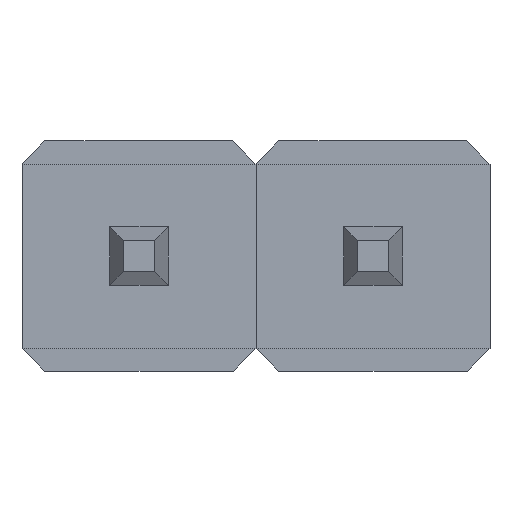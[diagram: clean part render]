
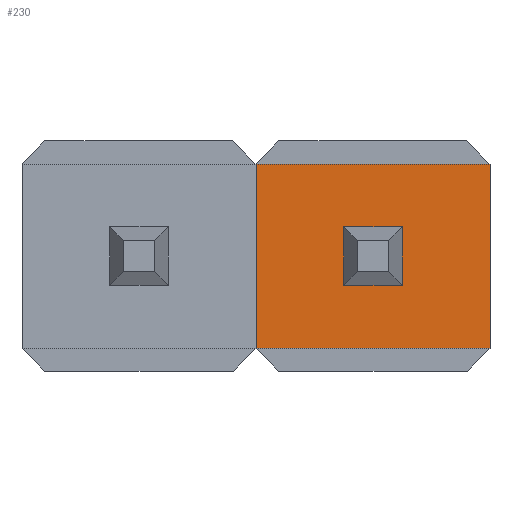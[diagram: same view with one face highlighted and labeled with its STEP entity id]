
A CAD part, front view. The second image highlights one B-rep face of the part: STEP entity #230.
In plain terms, the highlighted planar face has unit normal (0, -1, 0).
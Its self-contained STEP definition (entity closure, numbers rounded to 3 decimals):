
#139 = EDGE_CURVE ( 'NONE', #398, #391, #1121, .T. ) ;
#147 = EDGE_CURVE ( 'NONE', #391, #381, #1087, .T. ) ;
#172 = EDGE_CURVE ( 'NONE', #398, #404, #1149, .T. ) ;
#176 = AXIS2_PLACEMENT_3D ( 'NONE', #601, #565, #579 ) ;
#202 = EDGE_CURVE ( 'NONE', #404, #381, #1153, .T. ) ;
#230 = ADVANCED_FACE ( 'NONE', ( #1196 ), #576, .F. ) ;
#258 = ORIENTED_EDGE ( 'NONE', *, *, #202, .F. ) ;
#262 = ORIENTED_EDGE ( 'NONE', *, *, #172, .F. ) ;
#282 = ORIENTED_EDGE ( 'NONE', *, *, #147, .T. ) ;
#283 = ORIENTED_EDGE ( 'NONE', *, *, #139, .T. ) ;
#381 = VERTEX_POINT ( 'NONE', #633 ) ;
#391 = VERTEX_POINT ( 'NONE', #639 ) ;
#398 = VERTEX_POINT ( 'NONE', #652 ) ;
#404 = VERTEX_POINT ( 'NONE', #668 ) ;
#432 = CARTESIAN_POINT ( 'NONE',  ( -0.247, 0.32, -2.253 ) ) ;
#456 = DIRECTION ( 'NONE',  ( 1., 0., 0. ) ) ;
#466 = DIRECTION ( 'NONE',  ( 0., 0., 1. ) ) ;
#477 = CARTESIAN_POINT ( 'NONE',  ( 2.293, 0.32, -0.253 ) ) ;
#488 = CARTESIAN_POINT ( 'NONE',  ( -0.247, 0.32, -0.253 ) ) ;
#497 = DIRECTION ( 'NONE',  ( 0., 0., 1. ) ) ;
#511 = CARTESIAN_POINT ( 'NONE',  ( -0.247, 0.32, -0.253 ) ) ;
#517 = DIRECTION ( 'NONE',  ( 1., 0., 0. ) ) ;
#565 = DIRECTION ( 'NONE',  ( 0., 1., 0. ) ) ;
#576 = PLANE ( 'NONE',  #176 ) ;
#579 = DIRECTION ( 'NONE',  ( 0., 0., 1. ) ) ;
#601 = CARTESIAN_POINT ( 'NONE',  ( -0.247, 0.32, -0.253 ) ) ;
#633 = CARTESIAN_POINT ( 'NONE',  ( 2.293, 0.32, -0.253 ) ) ;
#639 = CARTESIAN_POINT ( 'NONE',  ( 2.293, 0.32, -2.253 ) ) ;
#652 = CARTESIAN_POINT ( 'NONE',  ( -0.247, 0.32, -2.253 ) ) ;
#668 = CARTESIAN_POINT ( 'NONE',  ( -0.247, 0.32, -0.253 ) ) ;
#1022 = EDGE_LOOP ( 'NONE', ( #282, #258, #262, #283 ) ) ;
#1067 = VECTOR ( 'NONE', #466, 1000. ) ;
#1087 = LINE ( 'NONE', #477, #1067 ) ;
#1090 = VECTOR ( 'NONE', #456, 1000. ) ;
#1121 = LINE ( 'NONE', #432, #1090 ) ;
#1142 = VECTOR ( 'NONE', #497, 1000. ) ;
#1149 = LINE ( 'NONE', #488, #1142 ) ;
#1153 = LINE ( 'NONE', #511, #1161 ) ;
#1161 = VECTOR ( 'NONE', #517, 1000. ) ;
#1196 = FACE_OUTER_BOUND ( 'NONE', #1022, .T. ) ;
